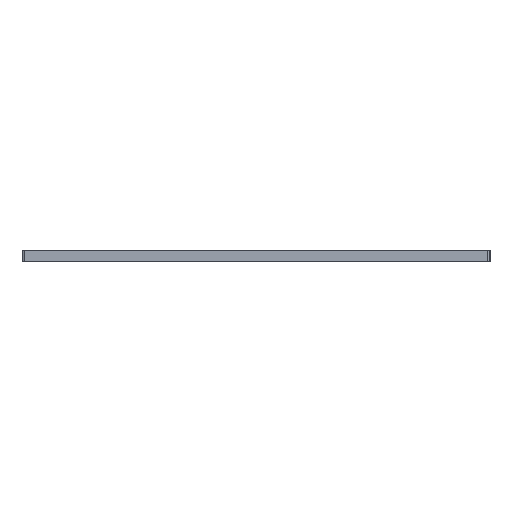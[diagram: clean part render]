
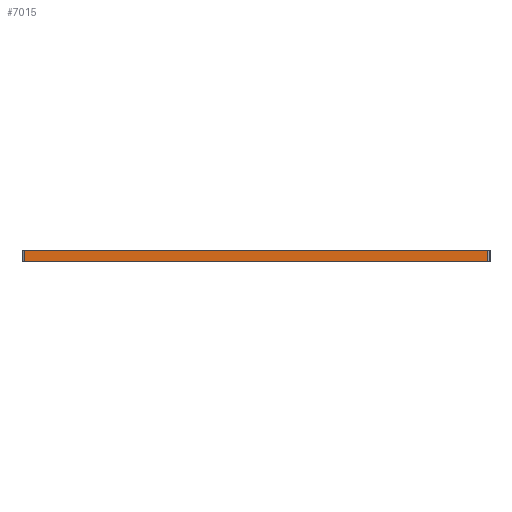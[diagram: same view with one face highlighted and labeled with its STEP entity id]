
A CAD part, left-side view. The second image highlights one B-rep face of the part: STEP entity #7015.
In plain terms, the highlighted planar face has unit normal (-1, 0, 0).
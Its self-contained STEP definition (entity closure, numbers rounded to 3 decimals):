
#82 = CARTESIAN_POINT ( 'NONE',  ( -150., -100., 5. ) ) ;
#418 = EDGE_CURVE ( 'NONE', #7668, #23386, #24682, .T. ) ;
#1063 = VECTOR ( 'NONE', #11850, 1000. ) ;
#1599 = EDGE_CURVE ( 'NONE', #27123, #7668, #5195, .T. ) ;
#2220 = ORIENTED_EDGE ( 'NONE', *, *, #418, .T. ) ;
#3946 = VERTEX_POINT ( 'NONE', #24687 ) ;
#5195 = LINE ( 'NONE', #36603, #19949 ) ;
#7015 = ADVANCED_FACE ( 'NONE', ( #11222 ), #22780, .F. ) ;
#7668 = VERTEX_POINT ( 'NONE', #8532 ) ;
#8450 = DIRECTION ( 'NONE',  ( 0., -1., 0. ) ) ;
#8532 = CARTESIAN_POINT ( 'NONE',  ( -150., 99., 0. ) ) ;
#10078 = CARTESIAN_POINT ( 'NONE',  ( -150., -99., 0. ) ) ;
#10833 = EDGE_CURVE ( 'NONE', #27123, #3946, #36406, .T. ) ;
#11222 = FACE_OUTER_BOUND ( 'NONE', #23120, .T. ) ;
#11850 = DIRECTION ( 'NONE',  ( 0., 0., 1. ) ) ;
#16805 = VECTOR ( 'NONE', #8450, 1000. ) ;
#16927 = AXIS2_PLACEMENT_3D ( 'NONE', #31709, #37655, #19923 ) ;
#18886 = DIRECTION ( 'NONE',  ( 0., 0., -1. ) ) ;
#19923 = DIRECTION ( 'NONE',  ( 0., 0., -1. ) ) ;
#19949 = VECTOR ( 'NONE', #18886, 1000. ) ;
#20659 = VECTOR ( 'NONE', #35489, 1000. ) ;
#22780 = PLANE ( 'NONE',  #16927 ) ;
#23120 = EDGE_LOOP ( 'NONE', ( #2220, #32698, #29768, #36819 ) ) ;
#23386 = VERTEX_POINT ( 'NONE', #10078 ) ;
#23668 = LINE ( 'NONE', #26589, #1063 ) ;
#24682 = LINE ( 'NONE', #26140, #16805 ) ;
#24687 = CARTESIAN_POINT ( 'NONE',  ( -150., -99., 5. ) ) ;
#26140 = CARTESIAN_POINT ( 'NONE',  ( -150., -100., 0. ) ) ;
#26589 = CARTESIAN_POINT ( 'NONE',  ( -150., -99., 5. ) ) ;
#27123 = VERTEX_POINT ( 'NONE', #28254 ) ;
#28254 = CARTESIAN_POINT ( 'NONE',  ( -150., 99., 5. ) ) ;
#29230 = EDGE_CURVE ( 'NONE', #23386, #3946, #23668, .T. ) ;
#29768 = ORIENTED_EDGE ( 'NONE', *, *, #10833, .F. ) ;
#31709 = CARTESIAN_POINT ( 'NONE',  ( -150., -100., 5. ) ) ;
#32698 = ORIENTED_EDGE ( 'NONE', *, *, #29230, .T. ) ;
#35489 = DIRECTION ( 'NONE',  ( 0., -1., 0. ) ) ;
#36406 = LINE ( 'NONE', #82, #20659 ) ;
#36603 = CARTESIAN_POINT ( 'NONE',  ( -150., 99., 5. ) ) ;
#36819 = ORIENTED_EDGE ( 'NONE', *, *, #1599, .T. ) ;
#37655 = DIRECTION ( 'NONE',  ( 1., 0., 0. ) ) ;
